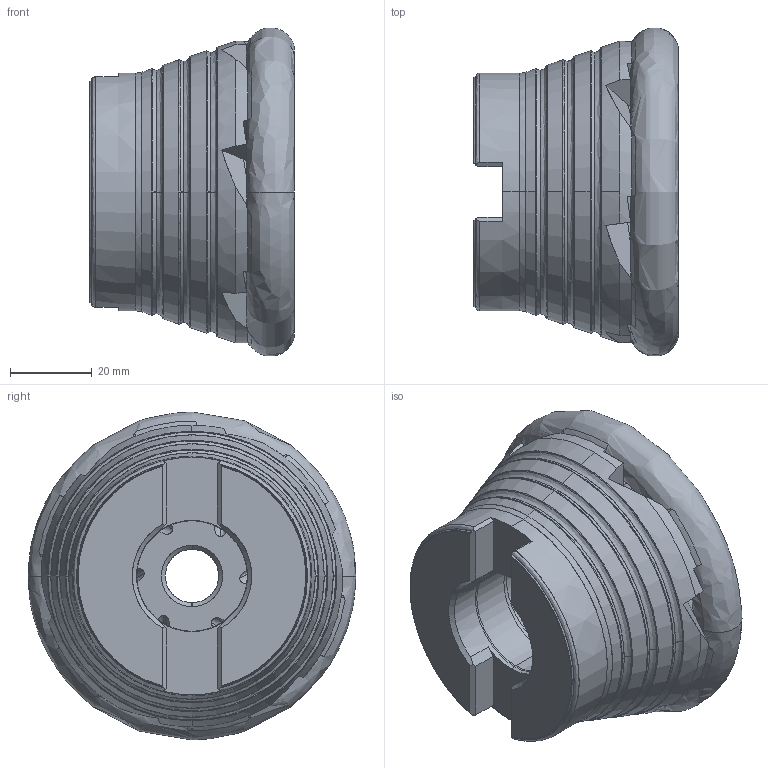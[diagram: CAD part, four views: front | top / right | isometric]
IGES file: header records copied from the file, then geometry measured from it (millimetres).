
Start section: SolidWorks IGES file using analytic representation for surfaces
Global section: file name: 00RN_080_124_6.IGS; native system: SolidWorks 2016; preprocessor: SolidWorks 2016; author: phk; date: 160831.162536; units: millimetre
Bounding box: 49.98 x 79.97 x 79.97 mm (x, y, z)
Surface area: 24842.8 mm2 (no closed solid volume)
Topology: 0 solids, 0 shells, 197 faces, 3717 edges, 3717 vertices
Faces by surface type: bspline 120, revolution 77
